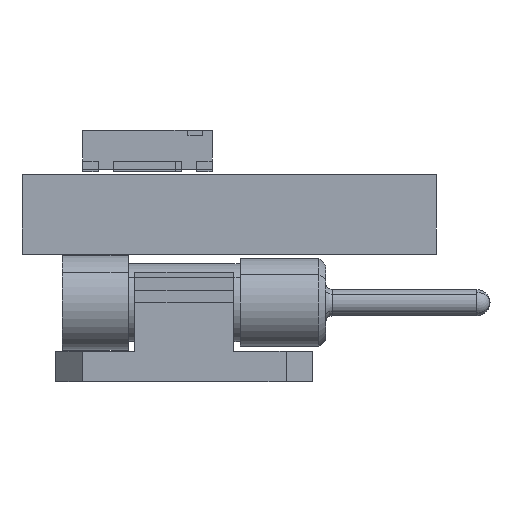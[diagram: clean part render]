
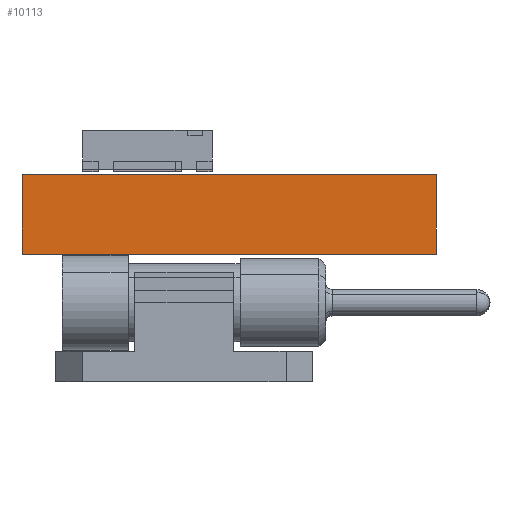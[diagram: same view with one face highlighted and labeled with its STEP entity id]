
A CAD part, left-side view. The second image highlights one B-rep face of the part: STEP entity #10113.
In plain terms, the highlighted planar face has unit normal (-1, 0, 0).
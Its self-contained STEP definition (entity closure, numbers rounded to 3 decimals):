
#10008 = PLANE('',#10009);
#10009 = AXIS2_PLACEMENT_3D('',#10010,#10011,#10012);
#10010 = CARTESIAN_POINT('',(84.,-4.,0.));
#10011 = DIRECTION('',(0.,-1.,0.));
#10012 = DIRECTION('',(-1.,0.,0.));
#10033 = VERTEX_POINT('',#10034);
#10034 = CARTESIAN_POINT('',(-84.,-4.,1.542));
#10048 = PLANE('',#10049);
#10049 = AXIS2_PLACEMENT_3D('',#10050,#10051,#10052);
#10050 = CARTESIAN_POINT('',(0.,0.,1.542));
#10051 = DIRECTION('',(-0.,-0.,-1.));
#10052 = DIRECTION('',(-1.,0.,0.));
#10060 = EDGE_CURVE('',#10061,#10033,#10063,.T.);
#10061 = VERTEX_POINT('',#10062);
#10062 = CARTESIAN_POINT('',(-84.,-4.,0.));
#10063 = SURFACE_CURVE('',#10064,(#10068,#10075),.PCURVE_S1.);
#10064 = LINE('',#10065,#10066);
#10065 = CARTESIAN_POINT('',(-84.,-4.,0.));
#10066 = VECTOR('',#10067,1.);
#10067 = DIRECTION('',(0.,0.,1.));
#10068 = PCURVE('',#10008,#10069);
#10069 = DEFINITIONAL_REPRESENTATION('',(#10070),#10074);
#10070 = LINE('',#10071,#10072);
#10071 = CARTESIAN_POINT('',(168.,0.));
#10072 = VECTOR('',#10073,1.);
#10073 = DIRECTION('',(0.,-1.));
#10074 = ( GEOMETRIC_REPRESENTATION_CONTEXT(2) 
PARAMETRIC_REPRESENTATION_CONTEXT() REPRESENTATION_CONTEXT('2D SPACE',''
  ) );
#10075 = PCURVE('',#10076,#10081);
#10076 = PLANE('',#10077);
#10077 = AXIS2_PLACEMENT_3D('',#10078,#10079,#10080);
#10078 = CARTESIAN_POINT('',(-84.,-4.,0.));
#10079 = DIRECTION('',(-1.,0.,0.));
#10080 = DIRECTION('',(0.,1.,0.));
#10081 = DEFINITIONAL_REPRESENTATION('',(#10082),#10086);
#10082 = LINE('',#10083,#10084);
#10083 = CARTESIAN_POINT('',(0.,0.));
#10084 = VECTOR('',#10085,1.);
#10085 = DIRECTION('',(0.,-1.));
#10086 = ( GEOMETRIC_REPRESENTATION_CONTEXT(2) 
PARAMETRIC_REPRESENTATION_CONTEXT() REPRESENTATION_CONTEXT('2D SPACE',''
  ) );
#10102 = PLANE('',#10103);
#10103 = AXIS2_PLACEMENT_3D('',#10104,#10105,#10106);
#10104 = CARTESIAN_POINT('',(0.,0.,0.));
#10105 = DIRECTION('',(-0.,-0.,-1.));
#10106 = DIRECTION('',(-1.,0.,0.));
#10113 = ADVANCED_FACE('',(#10114),#10076,.T.);
#10114 = FACE_BOUND('',#10115,.T.);
#10115 = EDGE_LOOP('',(#10116,#10117,#10140,#10168));
#10116 = ORIENTED_EDGE('',*,*,#10060,.T.);
#10117 = ORIENTED_EDGE('',*,*,#10118,.T.);
#10118 = EDGE_CURVE('',#10033,#10119,#10121,.T.);
#10119 = VERTEX_POINT('',#10120);
#10120 = CARTESIAN_POINT('',(-84.,4.,1.542));
#10121 = SURFACE_CURVE('',#10122,(#10126,#10133),.PCURVE_S1.);
#10122 = LINE('',#10123,#10124);
#10123 = CARTESIAN_POINT('',(-84.,-4.,1.542));
#10124 = VECTOR('',#10125,1.);
#10125 = DIRECTION('',(0.,1.,0.));
#10126 = PCURVE('',#10076,#10127);
#10127 = DEFINITIONAL_REPRESENTATION('',(#10128),#10132);
#10128 = LINE('',#10129,#10130);
#10129 = CARTESIAN_POINT('',(0.,-1.542));
#10130 = VECTOR('',#10131,1.);
#10131 = DIRECTION('',(1.,0.));
#10132 = ( GEOMETRIC_REPRESENTATION_CONTEXT(2) 
PARAMETRIC_REPRESENTATION_CONTEXT() REPRESENTATION_CONTEXT('2D SPACE',''
  ) );
#10133 = PCURVE('',#10048,#10134);
#10134 = DEFINITIONAL_REPRESENTATION('',(#10135),#10139);
#10135 = LINE('',#10136,#10137);
#10136 = CARTESIAN_POINT('',(84.,-4.));
#10137 = VECTOR('',#10138,1.);
#10138 = DIRECTION('',(0.,1.));
#10139 = ( GEOMETRIC_REPRESENTATION_CONTEXT(2) 
PARAMETRIC_REPRESENTATION_CONTEXT() REPRESENTATION_CONTEXT('2D SPACE',''
  ) );
#10140 = ORIENTED_EDGE('',*,*,#10141,.F.);
#10141 = EDGE_CURVE('',#10142,#10119,#10144,.T.);
#10142 = VERTEX_POINT('',#10143);
#10143 = CARTESIAN_POINT('',(-84.,4.,0.));
#10144 = SURFACE_CURVE('',#10145,(#10149,#10156),.PCURVE_S1.);
#10145 = LINE('',#10146,#10147);
#10146 = CARTESIAN_POINT('',(-84.,4.,0.));
#10147 = VECTOR('',#10148,1.);
#10148 = DIRECTION('',(0.,0.,1.));
#10149 = PCURVE('',#10076,#10150);
#10150 = DEFINITIONAL_REPRESENTATION('',(#10151),#10155);
#10151 = LINE('',#10152,#10153);
#10152 = CARTESIAN_POINT('',(8.,0.));
#10153 = VECTOR('',#10154,1.);
#10154 = DIRECTION('',(0.,-1.));
#10155 = ( GEOMETRIC_REPRESENTATION_CONTEXT(2) 
PARAMETRIC_REPRESENTATION_CONTEXT() REPRESENTATION_CONTEXT('2D SPACE',''
  ) );
#10156 = PCURVE('',#10157,#10162);
#10157 = PLANE('',#10158);
#10158 = AXIS2_PLACEMENT_3D('',#10159,#10160,#10161);
#10159 = CARTESIAN_POINT('',(-84.,4.,0.));
#10160 = DIRECTION('',(0.,1.,0.));
#10161 = DIRECTION('',(1.,0.,0.));
#10162 = DEFINITIONAL_REPRESENTATION('',(#10163),#10167);
#10163 = LINE('',#10164,#10165);
#10164 = CARTESIAN_POINT('',(0.,0.));
#10165 = VECTOR('',#10166,1.);
#10166 = DIRECTION('',(0.,-1.));
#10167 = ( GEOMETRIC_REPRESENTATION_CONTEXT(2) 
PARAMETRIC_REPRESENTATION_CONTEXT() REPRESENTATION_CONTEXT('2D SPACE',''
  ) );
#10168 = ORIENTED_EDGE('',*,*,#10169,.F.);
#10169 = EDGE_CURVE('',#10061,#10142,#10170,.T.);
#10170 = SURFACE_CURVE('',#10171,(#10175,#10182),.PCURVE_S1.);
#10171 = LINE('',#10172,#10173);
#10172 = CARTESIAN_POINT('',(-84.,-4.,0.));
#10173 = VECTOR('',#10174,1.);
#10174 = DIRECTION('',(0.,1.,0.));
#10175 = PCURVE('',#10076,#10176);
#10176 = DEFINITIONAL_REPRESENTATION('',(#10177),#10181);
#10177 = LINE('',#10178,#10179);
#10178 = CARTESIAN_POINT('',(0.,0.));
#10179 = VECTOR('',#10180,1.);
#10180 = DIRECTION('',(1.,0.));
#10181 = ( GEOMETRIC_REPRESENTATION_CONTEXT(2) 
PARAMETRIC_REPRESENTATION_CONTEXT() REPRESENTATION_CONTEXT('2D SPACE',''
  ) );
#10182 = PCURVE('',#10102,#10183);
#10183 = DEFINITIONAL_REPRESENTATION('',(#10184),#10188);
#10184 = LINE('',#10185,#10186);
#10185 = CARTESIAN_POINT('',(84.,-4.));
#10186 = VECTOR('',#10187,1.);
#10187 = DIRECTION('',(0.,1.));
#10188 = ( GEOMETRIC_REPRESENTATION_CONTEXT(2) 
PARAMETRIC_REPRESENTATION_CONTEXT() REPRESENTATION_CONTEXT('2D SPACE',''
  ) );
